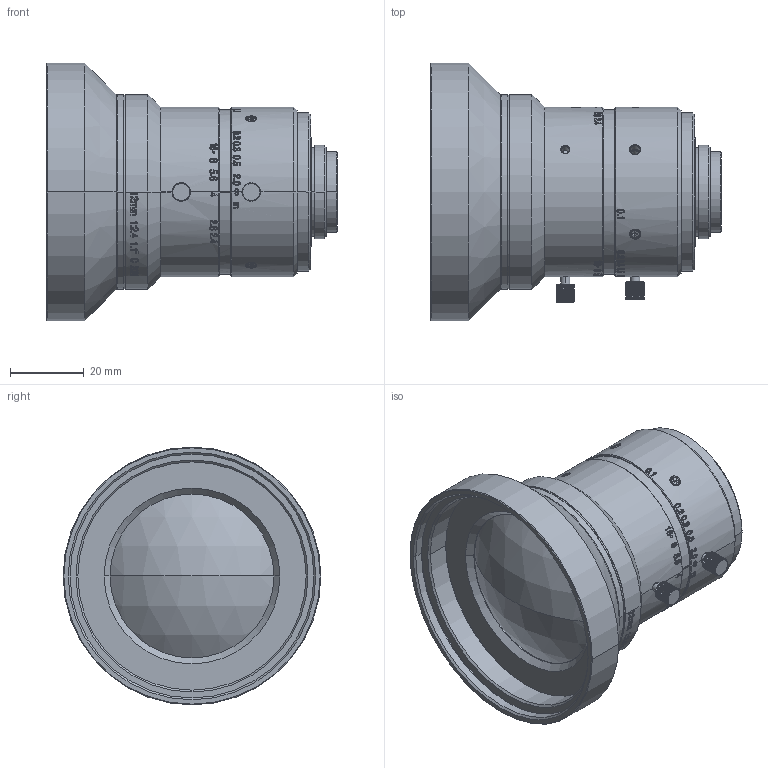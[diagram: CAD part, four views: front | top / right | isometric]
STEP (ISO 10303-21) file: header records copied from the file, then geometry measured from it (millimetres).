
FILE_DESCRIPTION (( 'STEP AP203' ), '1' );
FILE_NAME ('600143.step', '2025-04-14T08:42:45', ( 'MSI' ), ( '' ), 'SwSTEP 2.0', 'SolidWorks 2020', '' );
FILE_SCHEMA (( 'CONFIG_CONTROL_DESIGN' ));
Products named in the file (1): 600143
Bounding box: 79 x 70 x 70 mm (x, y, z)
Volume: 83494.7 mm3; surface area: 55107.5 mm2
Topology: 3 solids, 21 shells, 2740 faces, 7022 edges, 4532 vertices
Faces by surface type: bspline 887, plane 763, cylinder 731, cone 269, torus 78, sphere 12
Entity records: 136398 total; most frequent: CARTESIAN_POINT 76573, ORIENTED_EDGE 14032, DIRECTION 9592, EDGE_CURVE 7016, VERTEX_POINT 4532, AXIS2_PLACEMENT_3D 3556, EDGE_LOOP 3000, B_SPLINE_CURVE_WITH_KNOTS 2834
